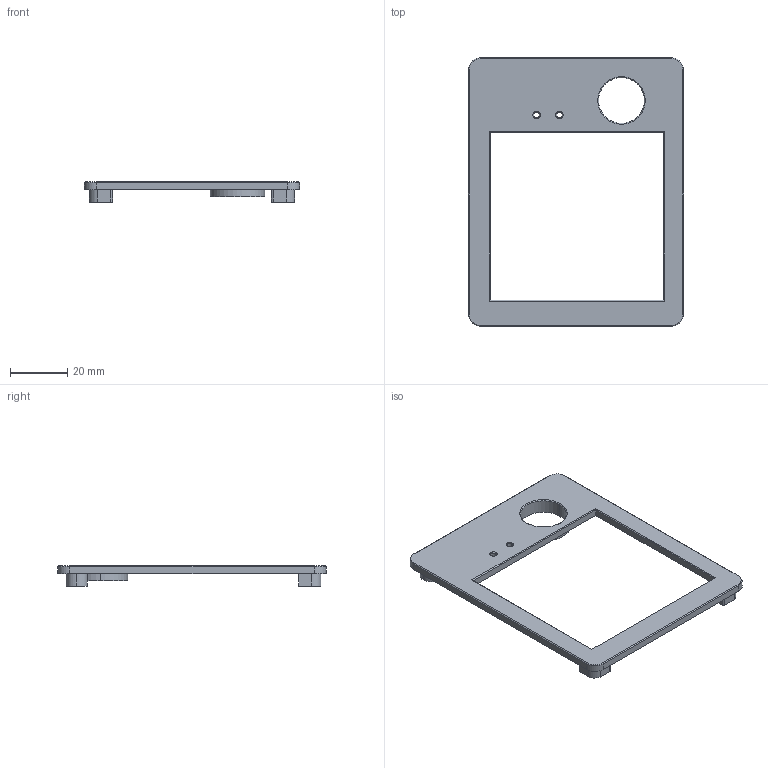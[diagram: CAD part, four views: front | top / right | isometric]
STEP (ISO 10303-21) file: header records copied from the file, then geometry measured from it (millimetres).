
FILE_DESCRIPTION (( 'STEP AP214' ), '1' );
FILE_NAME ('Non sym rework_2.STEP', '2025-07-29T23:31:34', ( '' ), ( '' ), 'SwSTEP 2.0', 'SolidWorks 2017', '' );
FILE_SCHEMA (( 'AUTOMOTIVE_DESIGN' ));
Length unit declared in the file: millimetre
Products named in the file (1): Non sym rework_2
Bounding box: 75.2 x 93.8 x 7.1 mm (x, y, z)
Volume: 9841.3 mm3; surface area: 8925.4 mm2
Topology: 1 solids, 1 shells, 73 faces, 174 edges, 110 vertices
Faces by surface type: plane 35, cylinder 28, cone 10
Entity records: 2160 total; most frequent: DIRECTION 388, CARTESIAN_POINT 358, ORIENTED_EDGE 348, EDGE_CURVE 174, AXIS2_PLACEMENT_3D 140, VERTEX_POINT 110, VECTOR 108, LINE 108
